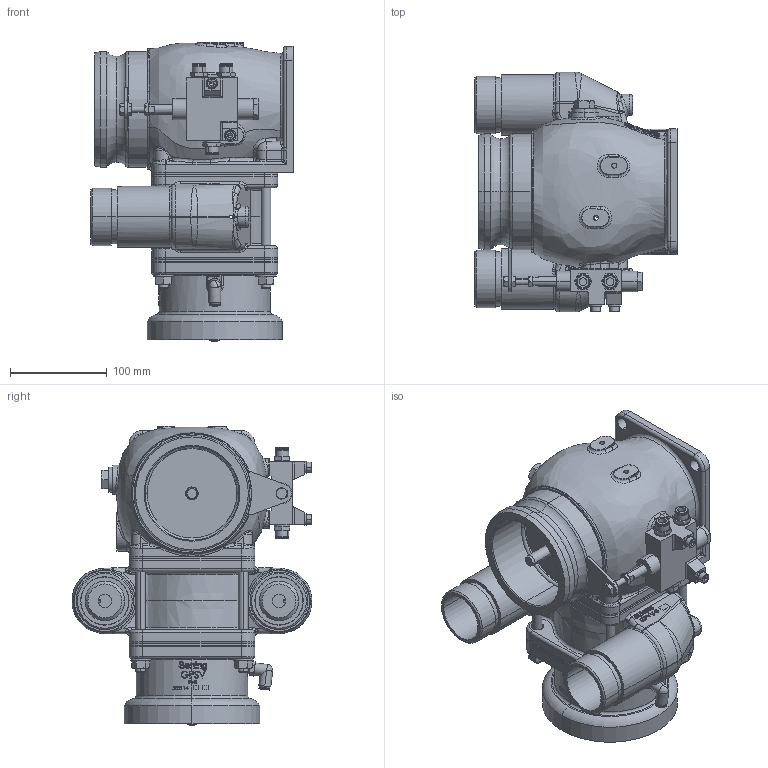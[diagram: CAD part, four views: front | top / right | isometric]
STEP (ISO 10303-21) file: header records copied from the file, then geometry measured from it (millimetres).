
FILE_DESCRIPTION (( 'STEP AP214' ), '1' );
FILE_NAME ('GPVZ1.STEP', '2013-12-30T07:45:48', ( 'Admin2' ), ( '' ), 'SwSTEP 2.0', 'SolidWorks 2010', '' );
FILE_SCHEMA (( 'AUTOMOTIVE_DESIGN' ));
Length unit declared in the file: millimetre
Products named in the file (1): GPVZ1
Bounding box: 209 x 248.09 x 309.9 mm (x, y, z)
Surface area: 507156.5 mm2 (no closed solid volume)
Topology: 0 solids, 69 shells, 2122 faces, 6890 edges, 4690 vertices
Faces by surface type: plane 978, bspline 496, cylinder 380, cone 145, torus 90, sphere 33
Entity records: 240411 total; most frequent: CARTESIAN_POINT 162807, ORIENTED_EDGE 11124, DIRECTION 9483, EDGE_CURVE 6841, VERTEX_POINT 4684, LINE 3203, VECTOR 3203, AXIS2_PLACEMENT_3D 3140
